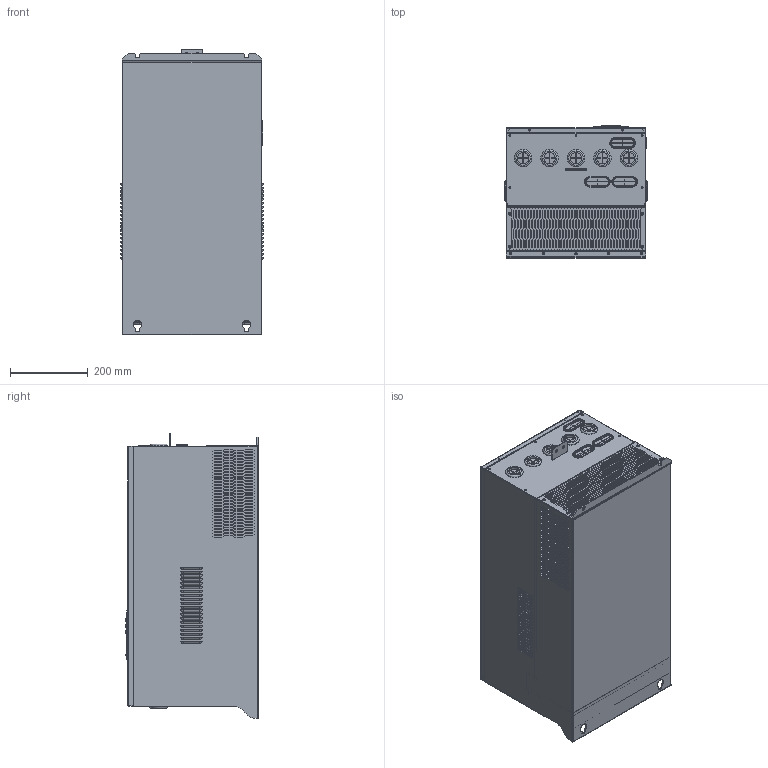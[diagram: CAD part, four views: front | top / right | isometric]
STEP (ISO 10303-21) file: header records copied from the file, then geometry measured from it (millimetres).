
FILE_DESCRIPTION (( 'STEP AP203' ), '1' );
FILE_NAME ('Ï× K750 380Â 3Ô 132-160êÂò 253-304À ONI.STEP', '2023-01-12T12:59:34', ( '' ), ( '' ), 'SwSTEP 2.0', 'SolidWorks 2022', '' );
FILE_SCHEMA (( 'CONFIG_CONTROL_DESIGN' ));
Products named in the file (1): ПЧ K750 380В 3Ф 132-160кВт 253-304А ONI
Bounding box: 368 x 340.1 x 734.75 mm (x, y, z)
Volume: 78772703.1 mm3; surface area: 4248874.9 mm2
Topology: 35 solids, 35 shells, 7724 faces, 21246 edges, 13547 vertices
Faces by surface type: plane 5897, cylinder 1299, sphere 208, torus 137, cone 101, bspline 82
Entity records: 252949 total; most frequent: CARTESIAN_POINT 54215, ORIENTED_EDGE 42172, DIRECTION 38906, EDGE_CURVE 21086, LINE 17108, VECTOR 17108, VERTEX_POINT 13547, AXIS2_PLACEMENT_3D 10899
